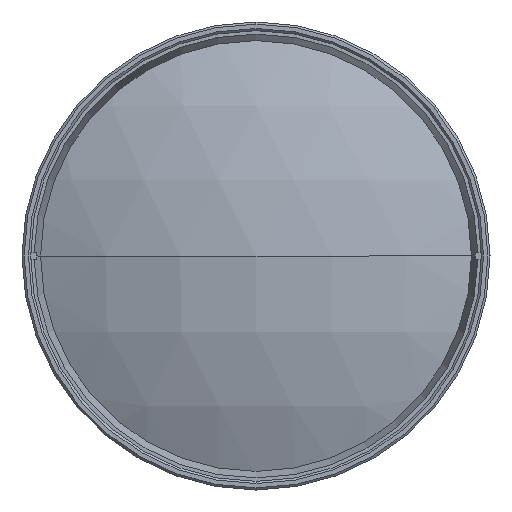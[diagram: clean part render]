
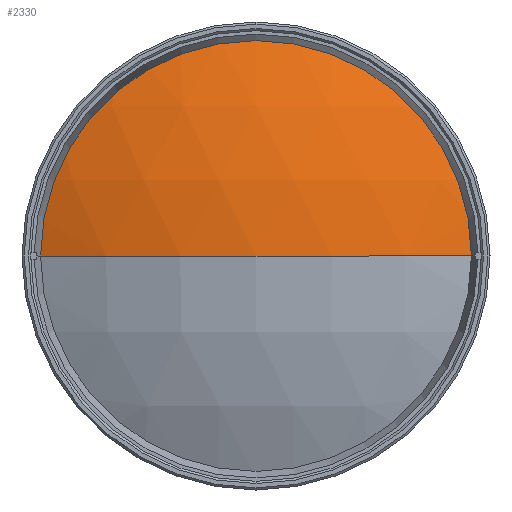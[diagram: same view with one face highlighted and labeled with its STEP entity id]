
A CAD part, left-side view. The second image highlights one B-rep face of the part: STEP entity #2330.
In plain terms, the highlighted spherical face has radius 122.5 mm.
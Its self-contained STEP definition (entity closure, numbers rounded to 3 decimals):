
#72 = ORIENTED_EDGE ( 'NONE', *, *, #2654, .F. ) ;
#485 = ORIENTED_EDGE ( 'NONE', *, *, #7891, .F. ) ;
#930 = VERTEX_POINT ( 'NONE', #2162 ) ;
#1424 = DIRECTION ( 'NONE',  ( 0., 1., 0. ) ) ;
#1437 = CARTESIAN_POINT ( 'NONE',  ( -130.511, 0., 0. ) ) ;
#2070 = DIRECTION ( 'NONE',  ( 0., 0., -1. ) ) ;
#2108 = DIRECTION ( 'NONE',  ( 0., 0., -1. ) ) ;
#2162 = CARTESIAN_POINT ( 'NONE',  ( -130.511, 51., 0. ) ) ;
#2330 = ADVANCED_FACE ( 'NONE', ( #5513 ), #6577, .T. ) ;
#2653 = EDGE_LOOP ( 'NONE', ( #72, #4956, #485 ) ) ;
#2654 = EDGE_CURVE ( 'NONE', #3591, #930, #4737, .T. ) ;
#2805 = AXIS2_PLACEMENT_3D ( 'NONE', #5911, #2108, #6527 ) ;
#2919 = DIRECTION ( 'NONE',  ( 0., 0., 1. ) ) ;
#3318 = CIRCLE ( 'NONE', #4217, 51. ) ;
#3591 = VERTEX_POINT ( 'NONE', #5828 ) ;
#4217 = AXIS2_PLACEMENT_3D ( 'NONE', #1437, #5872, #2070 ) ;
#4455 = EDGE_CURVE ( 'NONE', #3591, #5069, #5709, .T. ) ;
#4533 = AXIS2_PLACEMENT_3D ( 'NONE', #6685, #2919, #7314 ) ;
#4737 = CIRCLE ( 'NONE', #2805, 122.5 ) ;
#4914 = CARTESIAN_POINT ( 'NONE',  ( -130.511, -51., 0. ) ) ;
#4956 = ORIENTED_EDGE ( 'NONE', *, *, #4455, .T. ) ;
#5069 = VERTEX_POINT ( 'NONE', #4914 ) ;
#5222 = DIRECTION ( 'NONE',  ( 0., 0., 1. ) ) ;
#5513 = FACE_OUTER_BOUND ( 'NONE', #2653, .T. ) ;
#5709 = CIRCLE ( 'NONE', #4533, 122.5 ) ;
#5828 = CARTESIAN_POINT ( 'NONE',  ( -141.632, 0., 0. ) ) ;
#5872 = DIRECTION ( 'NONE',  ( 1., 0., 0. ) ) ;
#5911 = CARTESIAN_POINT ( 'NONE',  ( -19.132, 0., 0. ) ) ;
#6527 = DIRECTION ( 'NONE',  ( -1., 0., 0. ) ) ;
#6577 = SPHERICAL_SURFACE ( 'NONE', #6652, 122.5 ) ;
#6652 = AXIS2_PLACEMENT_3D ( 'NONE', #7083, #5222, #1424 ) ;
#6685 = CARTESIAN_POINT ( 'NONE',  ( -19.132, 0., 0. ) ) ;
#7083 = CARTESIAN_POINT ( 'NONE',  ( -19.132, 0., 0. ) ) ;
#7314 = DIRECTION ( 'NONE',  ( 0., -1., 0. ) ) ;
#7891 = EDGE_CURVE ( 'NONE', #930, #5069, #3318, .T. ) ;
